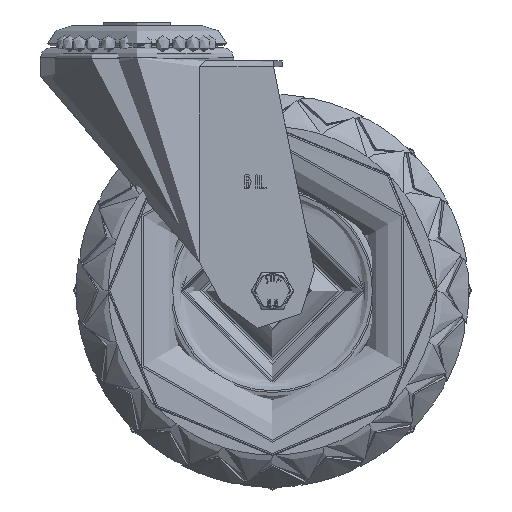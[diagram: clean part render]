
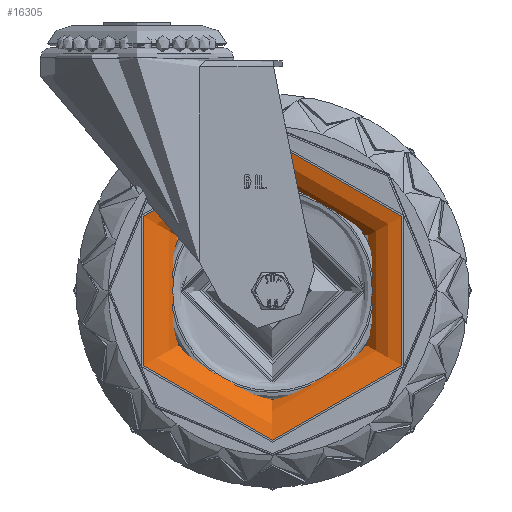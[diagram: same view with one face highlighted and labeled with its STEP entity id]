
A CAD part, front view. The second image highlights one B-rep face of the part: STEP entity #16305.
In plain terms, the highlighted toroidal (fillet/blend) face has major radius 76.24 mm and minor radius 26.634 mm.
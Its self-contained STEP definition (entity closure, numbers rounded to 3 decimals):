
#2157=TOROIDAL_SURFACE('',#17971,76.24,26.634);
#2685=FACE_OUTER_BOUND('',#3725,.T.);
#3725=EDGE_LOOP('',(#12553,#12554,#12555,#12556,#12557,#12558));
#6555=CIRCLE('',#17968,75.);
#6557=CIRCLE('',#17970,75.);
#6558=CIRCLE('',#17972,26.634);
#6559=CIRCLE('',#17973,54.5);
#6560=CIRCLE('',#17974,54.5);
#7551=VERTEX_POINT('',#27321);
#7552=VERTEX_POINT('',#27322);
#7554=VERTEX_POINT('',#27329);
#7555=VERTEX_POINT('',#27331);
#9415=EDGE_CURVE('',#7551,#7552,#6555,.T.);
#9418=EDGE_CURVE('',#7552,#7551,#6557,.T.);
#9419=EDGE_CURVE('',#7552,#7554,#6558,.T.);
#9420=EDGE_CURVE('',#7555,#7554,#6559,.T.);
#9421=EDGE_CURVE('',#7554,#7555,#6560,.T.);
#12553=ORIENTED_EDGE('',*,*,#9415,.T.);
#12554=ORIENTED_EDGE('',*,*,#9419,.T.);
#12555=ORIENTED_EDGE('',*,*,#9420,.F.);
#12556=ORIENTED_EDGE('',*,*,#9421,.F.);
#12557=ORIENTED_EDGE('',*,*,#9419,.F.);
#12558=ORIENTED_EDGE('',*,*,#9418,.T.);
#16305=ADVANCED_FACE('',(#2685),#2157,.T.);
#17968=AXIS2_PLACEMENT_3D('',#27323,#20471,#20472);
#17970=AXIS2_PLACEMENT_3D('',#27327,#20476,#20477);
#17971=AXIS2_PLACEMENT_3D('',#27328,#20478,#20479);
#17972=AXIS2_PLACEMENT_3D('',#27330,#20480,#20481);
#17973=AXIS2_PLACEMENT_3D('',#27332,#20482,#20483);
#17974=AXIS2_PLACEMENT_3D('',#27333,#20484,#20485);
#20471=DIRECTION('center_axis',(0.,-1.,0.));
#20472=DIRECTION('ref_axis',(0.,0.,1.));
#20476=DIRECTION('center_axis',(0.,-1.,0.));
#20477=DIRECTION('ref_axis',(0.,0.,1.));
#20478=DIRECTION('center_axis',(0.,1.,0.));
#20479=DIRECTION('ref_axis',(0.,0.,-1.));
#20480=DIRECTION('center_axis',(1.,0.,0.));
#20481=DIRECTION('ref_axis',(0.,0.,
1.));
#20482=DIRECTION('center_axis',(0.,-1.,0.));
#20483=DIRECTION('ref_axis',(0.,0.,1.));
#20484=DIRECTION('center_axis',(0.,-1.,0.));
#20485=DIRECTION('ref_axis',(0.,0.,1.));
#27321=CARTESIAN_POINT('',(0.,-24.719,-75.));
#27322=CARTESIAN_POINT('',(0.,-24.719,75.));
#27323=CARTESIAN_POINT('Origin',(0.,-24.719,0.));
#27327=CARTESIAN_POINT('Origin',(0.,-24.719,0.));
#27328=CARTESIAN_POINT('Origin',(0.,1.886,0.));
#27329=CARTESIAN_POINT('',(0.,-13.5,54.5));
#27330=CARTESIAN_POINT('Origin',(0.,1.886,
76.24));
#27331=CARTESIAN_POINT('',(0.,-13.5,-54.5));
#27332=CARTESIAN_POINT('Origin',(0.,-13.5,0.));
#27333=CARTESIAN_POINT('Origin',(0.,-13.5,0.));
